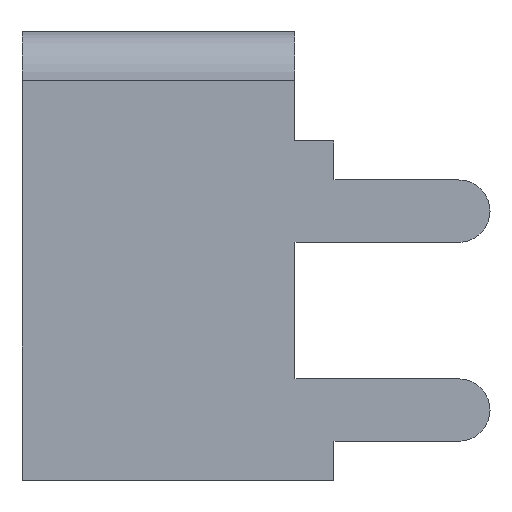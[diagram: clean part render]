
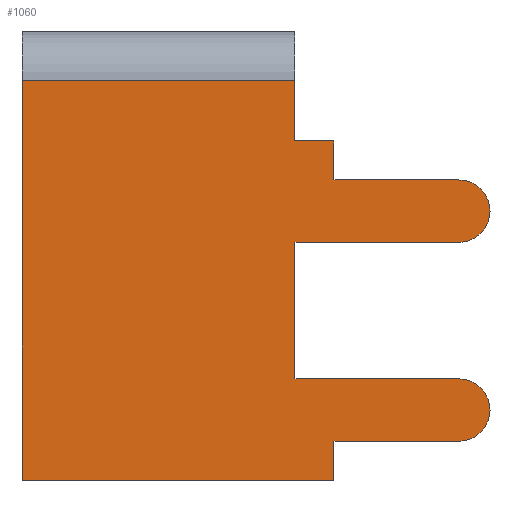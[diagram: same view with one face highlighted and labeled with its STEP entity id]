
A CAD part, left-side view. The second image highlights one B-rep face of the part: STEP entity #1060.
In plain terms, the highlighted planar face has unit normal (-1, 0, 0).
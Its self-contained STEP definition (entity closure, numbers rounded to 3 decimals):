
#25 = VERTEX_POINT ( 'NONE', #1762 ) ;
#42 = DIRECTION ( 'NONE',  ( -1., 0., 0. ) ) ;
#74 = DIRECTION ( 'NONE',  ( 0., -1., 0. ) ) ;
#95 = CARTESIAN_POINT ( 'NONE',  ( -4.25, 0., 2.95 ) ) ;
#151 = VECTOR ( 'NONE', #1702, 1000. ) ;
#159 = EDGE_CURVE ( 'NONE', #653, #166, #384, .T. ) ;
#166 = VERTEX_POINT ( 'NONE', #212 ) ;
#188 = LINE ( 'NONE', #95, #1849 ) ;
#212 = CARTESIAN_POINT ( 'NONE',  ( -4.25, -3.2, -4.75 ) ) ;
#217 = VECTOR ( 'NONE', #516, 1000. ) ;
#224 = VERTEX_POINT ( 'NONE', #920 ) ;
#239 = EDGE_CURVE ( 'NONE', #224, #888, #1859, .T. ) ;
#273 = CARTESIAN_POINT ( 'NONE',  ( -4.25, -3.2, -3.95 ) ) ;
#292 = CARTESIAN_POINT ( 'NONE',  ( -4.25, 8., -5.75 ) ) ;
#376 = ORIENTED_EDGE ( 'NONE', *, *, #159, .T. ) ;
#380 = VERTEX_POINT ( 'NONE', #1404 ) ;
#384 = LINE ( 'NONE', #612, #2297 ) ;
#420 = VERTEX_POINT ( 'NONE', #2287 ) ;
#494 = CARTESIAN_POINT ( 'NONE',  ( -4.25, 1., 4.5 ) ) ;
#516 = DIRECTION ( 'NONE',  ( 0., 1., 0. ) ) ;
#520 = CARTESIAN_POINT ( 'NONE',  ( -4.25, 8., 4.5 ) ) ;
#558 = VERTEX_POINT ( 'NONE', #863 ) ;
#561 = EDGE_CURVE ( 'NONE', #25, #1721, #569, .T. ) ;
#569 = LINE ( 'NONE', #1990, #2401 ) ;
#574 = VECTOR ( 'NONE', #698, 1000. ) ;
#612 = CARTESIAN_POINT ( 'NONE',  ( -4.25, 0., -4.75 ) ) ;
#642 = CIRCLE ( 'NONE', #994, 0.8 ) ;
#653 = VERTEX_POINT ( 'NONE', #1810 ) ;
#666 = DIRECTION ( 'NONE',  ( 0., 0., 1. ) ) ;
#698 = DIRECTION ( 'NONE',  ( 0., 1., 0. ) ) ;
#802 = VERTEX_POINT ( 'NONE', #494 ) ;
#808 = LINE ( 'NONE', #1973, #1409 ) ;
#857 = EDGE_CURVE ( 'NONE', #1200, #420, #2440, .T. ) ;
#859 = ORIENTED_EDGE ( 'NONE', *, *, #2197, .T. ) ;
#863 = CARTESIAN_POINT ( 'NONE',  ( -4.25, -3.2, -3.15 ) ) ;
#888 = VERTEX_POINT ( 'NONE', #292 ) ;
#914 = LINE ( 'NONE', #1609, #574 ) ;
#920 = CARTESIAN_POINT ( 'NONE',  ( -4.25, 0., -5.75 ) ) ;
#922 = CARTESIAN_POINT ( 'NONE',  ( -4.25, 0., -5.75 ) ) ;
#932 = DIRECTION ( 'NONE',  ( 0., 0., 1. ) ) ;
#982 = EDGE_CURVE ( 'NONE', #558, #25, #914, .T. ) ;
#991 = LINE ( 'NONE', #2273, #1675 ) ;
#994 = AXIS2_PLACEMENT_3D ( 'NONE', #1120, #2706, #1591 ) ;
#1012 = ORIENTED_EDGE ( 'NONE', *, *, #2876, .T. ) ;
#1027 = EDGE_CURVE ( 'NONE', #888, #1177, #991, .T. ) ;
#1060 = ADVANCED_FACE ( 'NONE', ( #2122 ), #2253, .T. ) ;
#1064 = DIRECTION ( 'NONE',  ( 0., -1., 0. ) ) ;
#1091 = LINE ( 'NONE', #1883, #151 ) ;
#1102 = ORIENTED_EDGE ( 'NONE', *, *, #1027, .F. ) ;
#1120 = CARTESIAN_POINT ( 'NONE',  ( -4.25, -3.2, 1.15 ) ) ;
#1163 = EDGE_CURVE ( 'NONE', #420, #802, #1091, .T. ) ;
#1172 = DIRECTION ( 'NONE',  ( 0., 0., 1. ) ) ;
#1177 = VERTEX_POINT ( 'NONE', #520 ) ;
#1200 = VERTEX_POINT ( 'NONE', #1965 ) ;
#1287 = ORIENTED_EDGE ( 'NONE', *, *, #1337, .T. ) ;
#1337 = EDGE_CURVE ( 'NONE', #2728, #1200, #188, .T. ) ;
#1371 = DIRECTION ( 'NONE',  ( 0., 0., 1. ) ) ;
#1404 = CARTESIAN_POINT ( 'NONE',  ( -4.25, -3.2, 0.35 ) ) ;
#1409 = VECTOR ( 'NONE', #2187, 1000. ) ;
#1416 = CIRCLE ( 'NONE', #2304, 0.8 ) ;
#1537 = ORIENTED_EDGE ( 'NONE', *, *, #982, .T. ) ;
#1591 = DIRECTION ( 'NONE',  ( 0., 0., -1. ) ) ;
#1604 = ORIENTED_EDGE ( 'NONE', *, *, #2814, .T. ) ;
#1609 = CARTESIAN_POINT ( 'NONE',  ( -4.25, -3.2, -3.15 ) ) ;
#1642 = ORIENTED_EDGE ( 'NONE', *, *, #857, .T. ) ;
#1675 = VECTOR ( 'NONE', #1172, 1000. ) ;
#1690 = CARTESIAN_POINT ( 'NONE',  ( -4.25, 1., 0.35 ) ) ;
#1702 = DIRECTION ( 'NONE',  ( 0., 0., 1. ) ) ;
#1721 = VERTEX_POINT ( 'NONE', #1690 ) ;
#1762 = CARTESIAN_POINT ( 'NONE',  ( -4.25, 1., -3.15 ) ) ;
#1810 = CARTESIAN_POINT ( 'NONE',  ( -4.25, 0., -4.75 ) ) ;
#1849 = VECTOR ( 'NONE', #2747, 1000. ) ;
#1858 = CARTESIAN_POINT ( 'NONE',  ( -4.25, -3.2, 0.35 ) ) ;
#1859 = LINE ( 'NONE', #2230, #2603 ) ;
#1883 = CARTESIAN_POINT ( 'NONE',  ( -4.25, 1., -5.75 ) ) ;
#1965 = CARTESIAN_POINT ( 'NONE',  ( -4.25, 0., 2.95 ) ) ;
#1973 = CARTESIAN_POINT ( 'NONE',  ( -4.25, 0., 1.95 ) ) ;
#1980 = LINE ( 'NONE', #2777, #2498 ) ;
#1990 = CARTESIAN_POINT ( 'NONE',  ( -4.25, 1., -5.75 ) ) ;
#2062 = CARTESIAN_POINT ( 'NONE',  ( -4.25, 1., 2.95 ) ) ;
#2122 = FACE_OUTER_BOUND ( 'NONE', #2693, .T. ) ;
#2187 = DIRECTION ( 'NONE',  ( 0., 1., 0. ) ) ;
#2197 = EDGE_CURVE ( 'NONE', #2736, #2728, #808, .T. ) ;
#2213 = EDGE_CURVE ( 'NONE', #1721, #380, #2314, .T. ) ;
#2230 = CARTESIAN_POINT ( 'NONE',  ( -4.25, 1., -5.75 ) ) ;
#2253 = PLANE ( 'NONE',  #2697 ) ;
#2266 = CARTESIAN_POINT ( 'NONE',  ( -4.25, 0., 1.95 ) ) ;
#2273 = CARTESIAN_POINT ( 'NONE',  ( -4.25, 8., -5.75 ) ) ;
#2287 = CARTESIAN_POINT ( 'NONE',  ( -4.25, 1., 2.95 ) ) ;
#2297 = VECTOR ( 'NONE', #1064, 1000. ) ;
#2304 = AXIS2_PLACEMENT_3D ( 'NONE', #273, #42, #2727 ) ;
#2310 = DIRECTION ( 'NONE',  ( 0., 1., 0. ) ) ;
#2314 = LINE ( 'NONE', #1858, #2468 ) ;
#2401 = VECTOR ( 'NONE', #666, 1000. ) ;
#2425 = ORIENTED_EDGE ( 'NONE', *, *, #2730, .T. ) ;
#2438 = ORIENTED_EDGE ( 'NONE', *, *, #239, .F. ) ;
#2440 = LINE ( 'NONE', #2062, #217 ) ;
#2468 = VECTOR ( 'NONE', #74, 1000. ) ;
#2490 = CARTESIAN_POINT ( 'NONE',  ( -4.25, 1., -5.75 ) ) ;
#2498 = VECTOR ( 'NONE', #2310, 1000. ) ;
#2505 = DIRECTION ( 'NONE',  ( 0., 1., 0. ) ) ;
#2510 = CARTESIAN_POINT ( 'NONE',  ( -4.25, -3.2, 1.95 ) ) ;
#2603 = VECTOR ( 'NONE', #2505, 1000. ) ;
#2620 = ORIENTED_EDGE ( 'NONE', *, *, #561, .T. ) ;
#2621 = VECTOR ( 'NONE', #932, 1000. ) ;
#2639 = ORIENTED_EDGE ( 'NONE', *, *, #1163, .T. ) ;
#2659 = EDGE_CURVE ( 'NONE', #380, #2736, #642, .T. ) ;
#2693 = EDGE_LOOP ( 'NONE', ( #1102, #2438, #1604, #376, #2425, #1537, #2620, #2758, #2829, #859, #1287, #1642, #2639, #1012 ) ) ;
#2697 = AXIS2_PLACEMENT_3D ( 'NONE', #2490, #2714, #1371 ) ;
#2706 = DIRECTION ( 'NONE',  ( -1., 0., 0. ) ) ;
#2714 = DIRECTION ( 'NONE',  ( -1., 0., 0. ) ) ;
#2727 = DIRECTION ( 'NONE',  ( 0., 0., 1. ) ) ;
#2728 = VERTEX_POINT ( 'NONE', #2266 ) ;
#2730 = EDGE_CURVE ( 'NONE', #166, #558, #1416, .T. ) ;
#2736 = VERTEX_POINT ( 'NONE', #2510 ) ;
#2747 = DIRECTION ( 'NONE',  ( 0., 0., 1. ) ) ;
#2751 = LINE ( 'NONE', #922, #2621 ) ;
#2758 = ORIENTED_EDGE ( 'NONE', *, *, #2213, .T. ) ;
#2777 = CARTESIAN_POINT ( 'NONE',  ( -4.25, 1., 4.5 ) ) ;
#2814 = EDGE_CURVE ( 'NONE', #224, #653, #2751, .T. ) ;
#2829 = ORIENTED_EDGE ( 'NONE', *, *, #2659, .T. ) ;
#2876 = EDGE_CURVE ( 'NONE', #802, #1177, #1980, .T. ) ;
